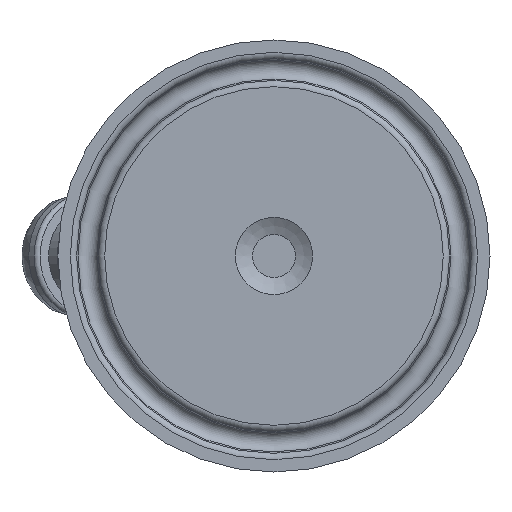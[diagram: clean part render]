
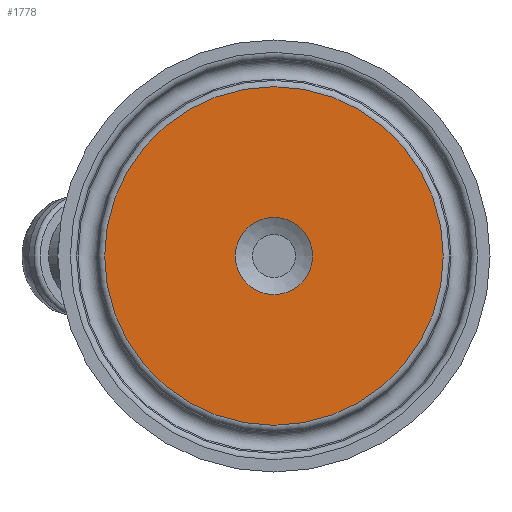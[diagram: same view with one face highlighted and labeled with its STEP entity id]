
A CAD part, front view. The second image highlights one B-rep face of the part: STEP entity #1778.
In plain terms, the highlighted planar face has unit normal (0, -1, 0).
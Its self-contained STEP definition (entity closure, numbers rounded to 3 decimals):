
#42=FACE_BOUND('',#465,.T.);
#365=FACE_OUTER_BOUND('',#464,.T.);
#464=EDGE_LOOP('',(#1283,#1284));
#465=EDGE_LOOP('',(#1285,#1286));
#593=CIRCLE('',#1932,19.747);
#594=CIRCLE('',#1933,19.747);
#597=CIRCLE('',#1937,4.5);
#598=CIRCLE('',#1938,4.5);
#777=VERTEX_POINT('',#2953);
#778=VERTEX_POINT('',#2955);
#780=VERTEX_POINT('',#2962);
#781=VERTEX_POINT('',#2963);
#979=EDGE_CURVE('',#777,#778,#593,.T.);
#980=EDGE_CURVE('',#778,#777,#594,.T.);
#983=EDGE_CURVE('',#780,#781,#597,.T.);
#984=EDGE_CURVE('',#781,#780,#598,.T.);
#1283=ORIENTED_EDGE('',*,*,#980,.F.);
#1284=ORIENTED_EDGE('',*,*,#979,.F.);
#1285=ORIENTED_EDGE('',*,*,#983,.T.);
#1286=ORIENTED_EDGE('',*,*,#984,.T.);
#1750=PLANE('',#1936);
#1778=ADVANCED_FACE('',(#365,#42),#1750,.T.);
#1932=AXIS2_PLACEMENT_3D('',#2956,#2258,#2259);
#1933=AXIS2_PLACEMENT_3D('',#2957,#2260,#2261);
#1936=AXIS2_PLACEMENT_3D('',#2961,#2266,#2267);
#1937=AXIS2_PLACEMENT_3D('',#2964,#2268,#2269);
#1938=AXIS2_PLACEMENT_3D('',#2965,#2270,#2271);
#2258=DIRECTION('center_axis',(0.,1.,0.));
#2259=DIRECTION('ref_axis',(1.,0.,0.));
#2260=DIRECTION('center_axis',(0.,1.,0.));
#2261=DIRECTION('ref_axis',(1.,0.,0.));
#2266=DIRECTION('center_axis',(0.,-1.,0.));
#2267=DIRECTION('ref_axis',(0.,0.,-1.));
#2268=DIRECTION('center_axis',(0.,1.,0.));
#2269=DIRECTION('ref_axis',(-1.,0.,0.));
#2270=DIRECTION('center_axis',(0.,1.,0.));
#2271=DIRECTION('ref_axis',(-1.,0.,0.));
#2953=CARTESIAN_POINT('',(0.,0.,-19.747));
#2955=CARTESIAN_POINT('',(-19.747,0.,0.));
#2956=CARTESIAN_POINT('Origin',(0.,0.,0.));
#2957=CARTESIAN_POINT('Origin',(0.,0.,0.));
#2961=CARTESIAN_POINT('Origin',(-12.388,0.,
0.));
#2962=CARTESIAN_POINT('',(-4.5,0.,0.));
#2963=CARTESIAN_POINT('',(0.,0.,-4.5));
#2964=CARTESIAN_POINT('Origin',(0.,0.,0.));
#2965=CARTESIAN_POINT('Origin',(0.,0.,0.));
